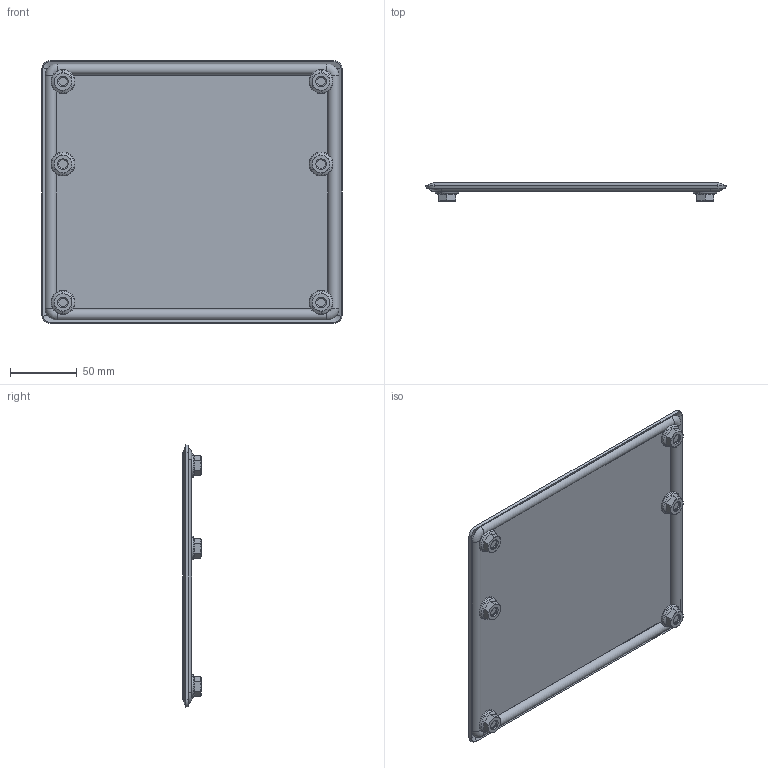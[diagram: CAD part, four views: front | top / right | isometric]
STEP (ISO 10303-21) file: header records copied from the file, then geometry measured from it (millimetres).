
FILE_DESCRIPTION((''),'2;1');
FILE_NAME('001338467_EH2_AL_IPS_ASM','2023-01-30T12:34:21',('klemen.sitar'),('Audax d.o.o.'),'CREO PARAMETRIC BY PTC INC, 2021304','CREO PARAMETRIC BY PTC INC, 2021304','');
FILE_SCHEMA(('AP242_MANAGED_MODEL_BASED_3D_ENGINEERING_MIM_LF { 1 0 10303 442 1 1 4 }'));
Length unit declared in the file: millimetre
Products named in the file (4): BP_1; PRT0008_1; PRT0010_1; 001338467_EH2_AL_IPS_ASM
Assembly tree (8 placements, depth 2):
  001338467_EH2_AL_IPS_ASM
    BP_1
    PRT0008_1
    PRT0010_1  x6
Bounding box: 225.48 x 13.6 x 197.48 mm (x, y, z)
Volume: 117475.9 mm3; surface area: 113019.9 mm2
Topology: 8 solids, 8 shells, 234 faces, 584 edges, 374 vertices
Faces by surface type: plane 82, cone 76, cylinder 48, torus 16, sphere 8, extrusion 3, bspline 1
Entity records: 4058 total; most frequent: CARTESIAN_POINT 707, DIRECTION 462, ORIENTED_EDGE 410, EDGE_CURVE 205, PRESENTATION_STYLE_ASSIGNMENT 185, STYLED_ITEM 185, AXIS2_PLACEMENT_3D 184, CURVE_STYLE 159
